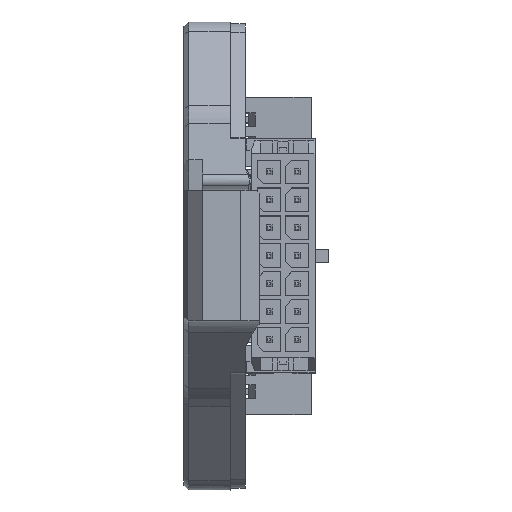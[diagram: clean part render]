
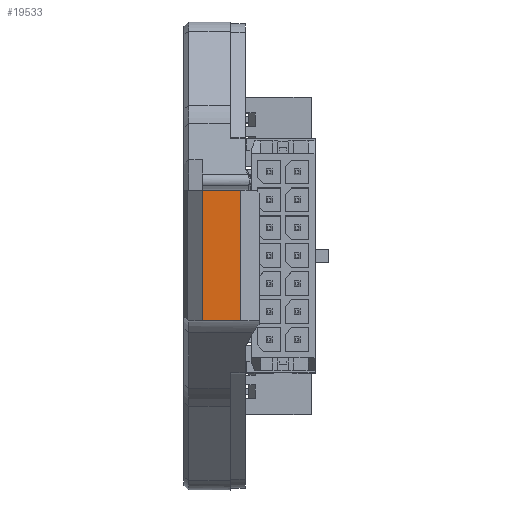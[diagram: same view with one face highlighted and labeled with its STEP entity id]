
A CAD part, top view. The second image highlights one B-rep face of the part: STEP entity #19533.
In plain terms, the highlighted face is planar.
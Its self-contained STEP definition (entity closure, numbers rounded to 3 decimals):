
#1618=FACE_OUTER_BOUND('',#2781,.T.);
#2781=EDGE_LOOP('',(#17344,#17345,#17346,#17347));
#4931=LINE('',#30462,#7364);
#5021=LINE('',#30687,#7454);
#5081=LINE('',#31061,#7514);
#5144=LINE('',#31263,#7577);
#7364=VECTOR('',#25060,10.);
#7454=VECTOR('',#25256,10.);
#7514=VECTOR('',#25394,10.);
#7577=VECTOR('',#25589,10.);
#9087=VERTEX_POINT('',#30459);
#9088=VERTEX_POINT('',#30461);
#9170=VERTEX_POINT('',#30685);
#9234=VERTEX_POINT('',#31060);
#11614=EDGE_CURVE('',#9087,#9088,#4931,.T.);
#11727=EDGE_CURVE('',#9170,#9087,#5021,.T.);
#11821=EDGE_CURVE('',#9234,#9088,#5081,.T.);
#11923=EDGE_CURVE('',#9234,#9170,#5144,.T.);
#17344=ORIENTED_EDGE('',*,*,#11923,.F.);
#17345=ORIENTED_EDGE('',*,*,#11821,.T.);
#17346=ORIENTED_EDGE('',*,*,#11614,.F.);
#17347=ORIENTED_EDGE('',*,*,#11727,.F.);
#18269=PLANE('',#20854);
#19533=ADVANCED_FACE('',(#1618),#18269,.T.);
#20854=AXIS2_PLACEMENT_3D('',#31459,#25825,#25826);
#25060=DIRECTION('',(1.,0.,0.));
#25256=DIRECTION('',(0.,0.,-1.));
#25394=DIRECTION('',(0.,0.,-1.));
#25589=DIRECTION('',(-1.,0.,0.));
#25825=DIRECTION('center_axis',(0.,1.,0.));
#25826=DIRECTION('ref_axis',(1.,0.,0.));
#30459=CARTESIAN_POINT('',(-7.,31.2,-3.));
#30461=CARTESIAN_POINT('',(7.,31.2,-3.));
#30462=CARTESIAN_POINT('',(-3.5,31.2,-3.));
#30685=CARTESIAN_POINT('',(-7.,31.2,1.1));
#30687=CARTESIAN_POINT('',(-7.,31.2,0.));
#31060=CARTESIAN_POINT('',(7.,31.2,1.1));
#31061=CARTESIAN_POINT('',(7.,31.2,0.));
#31263=CARTESIAN_POINT('',(-3.5,31.2,1.1));
#31459=CARTESIAN_POINT('Origin',(-7.,31.2,0.));
